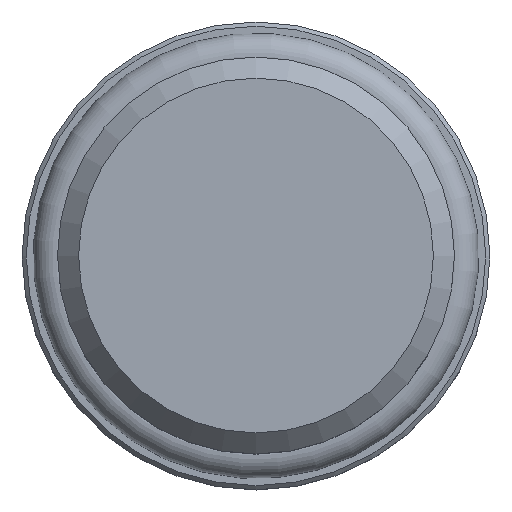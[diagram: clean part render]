
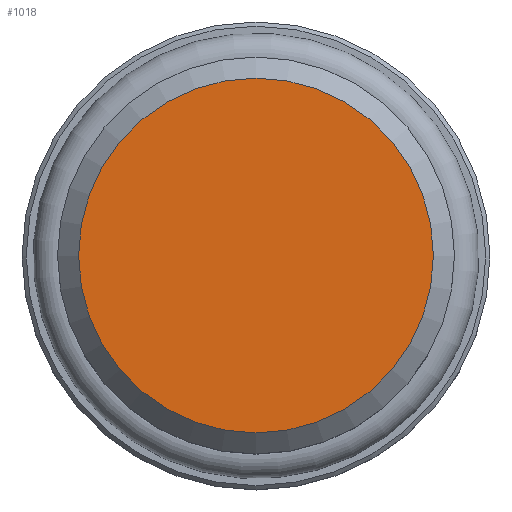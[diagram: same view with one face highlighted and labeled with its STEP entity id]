
A CAD part, top view. The second image highlights one B-rep face of the part: STEP entity #1018.
In plain terms, the highlighted planar face has unit normal (0, 0, 1).
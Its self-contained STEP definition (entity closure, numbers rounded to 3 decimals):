
#975=CARTESIAN_POINT('',(8.425,0.,14.7));
#976=VERTEX_POINT('',#975);
#977=CARTESIAN_POINT('',(0.0,0.0,14.7));
#978=DIRECTION('',(0.0,0.0,-1.0));
#979=DIRECTION('',(-1.0,0.0,0.0));
#980=AXIS2_PLACEMENT_3D('',#977,#978,#979);
#981=CIRCLE('',#980,8.425);
#982=EDGE_CURVE('',#976,#976,#981,.T.);
#1010=CARTESIAN_POINT('',(0.0,0.0,14.7));
#1011=DIRECTION('',(0.0,0.0,-1.0));
#1012=DIRECTION('',(-1.0,0.0,0.0));
#1013=AXIS2_PLACEMENT_3D('',#1010,#1011,#1012);
#1014=PLANE('',#1013);
#1015=ORIENTED_EDGE('',*,*,#982,.F.);
#1016=EDGE_LOOP('',(#1015));
#1017=FACE_OUTER_BOUND('',#1016,.T.);
#1018=ADVANCED_FACE('',(#1017),#1014,.F.);
